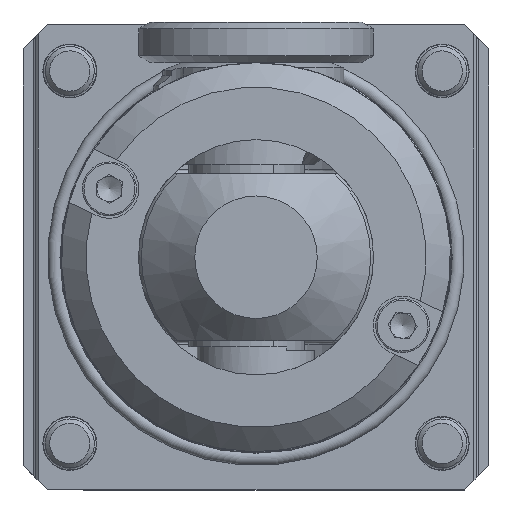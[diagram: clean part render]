
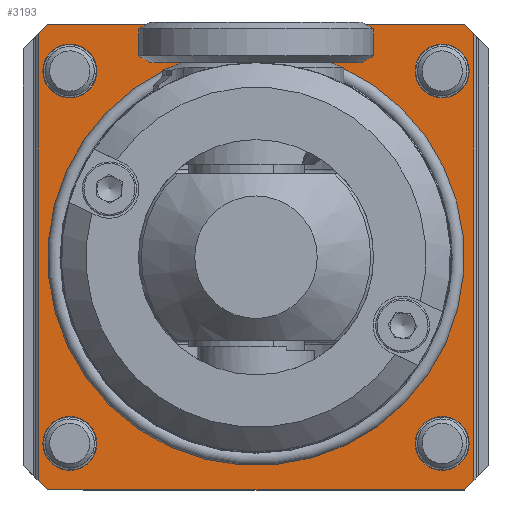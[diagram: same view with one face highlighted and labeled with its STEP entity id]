
A CAD part, left-side view. The second image highlights one B-rep face of the part: STEP entity #3193.
In plain terms, the highlighted planar face has unit normal (-1, 0, 0).
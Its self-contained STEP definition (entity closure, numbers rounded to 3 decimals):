
#97 = CARTESIAN_POINT ( 'NONE',  ( -6., -19., -21.75 ) ) ;
#709 = EDGE_CURVE ( 'NONE', #22382, #18365, #11049, .T. ) ;
#795 = CARTESIAN_POINT ( 'NONE',  ( -6., -19., -19. ) ) ;
#990 = CIRCLE ( 'NONE', #3769, 21.112 ) ;
#1004 = EDGE_CURVE ( 'NONE', #6623, #6623, #22802, .T. ) ;
#1065 = CIRCLE ( 'NONE', #22239, 2.75 ) ;
#1075 = DIRECTION ( 'NONE',  ( 0., 0., -1. ) ) ;
#1112 = CIRCLE ( 'NONE', #11457, 2.75 ) ;
#1862 = PLANE ( 'NONE',  #21963 ) ;
#2532 = DIRECTION ( 'NONE',  ( 0., -0.707, -0.707 ) ) ;
#2552 = DIRECTION ( 'NONE',  ( 0., 0., -1. ) ) ;
#2735 = CARTESIAN_POINT ( 'NONE',  ( -6., -21.25, 23.75 ) ) ;
#3193 = ADVANCED_FACE ( 'NONE', ( #6208, #20626, #11958, #15707, #11119, #6790 ), #1862, .F. ) ;
#3352 = EDGE_LOOP ( 'NONE', ( #18349 ) ) ;
#3566 = CARTESIAN_POINT ( 'NONE',  ( -6., 19., 19. ) ) ;
#3740 = EDGE_LOOP ( 'NONE', ( #16278 ) ) ;
#3769 = AXIS2_PLACEMENT_3D ( 'NONE', #20789, #9787, #4372 ) ;
#3959 = ORIENTED_EDGE ( 'NONE', *, *, #9737, .F. ) ;
#4102 = CARTESIAN_POINT ( 'NONE',  ( -6., 40., 0. ) ) ;
#4168 = LINE ( 'NONE', #13605, #12197 ) ;
#4372 = DIRECTION ( 'NONE',  ( 0., 0., 1. ) ) ;
#4404 = VECTOR ( 'NONE', #11789, 1000. ) ;
#4454 = CARTESIAN_POINT ( 'NONE',  ( -6., 21.25, -23.75 ) ) ;
#4466 = CARTESIAN_POINT ( 'NONE',  ( -6., 22.2, -23.75 ) ) ;
#4657 = ORIENTED_EDGE ( 'NONE', *, *, #1004, .T. ) ;
#5701 = ORIENTED_EDGE ( 'NONE', *, *, #9837, .T. ) ;
#5823 = VERTEX_POINT ( 'NONE', #2735 ) ;
#5856 = EDGE_CURVE ( 'NONE', #14370, #5823, #13858, .T. ) ;
#6052 = VERTEX_POINT ( 'NONE', #13033 ) ;
#6208 = FACE_BOUND ( 'NONE', #3352, .T. ) ;
#6537 = DIRECTION ( 'NONE',  ( 0., 0., -1. ) ) ;
#6538 = CARTESIAN_POINT ( 'NONE',  ( -6., -19., 19. ) ) ;
#6582 = EDGE_LOOP ( 'NONE', ( #11684 ) ) ;
#6623 = VERTEX_POINT ( 'NONE', #23764 ) ;
#6790 = FACE_OUTER_BOUND ( 'NONE', #19855, .T. ) ;
#6831 = DIRECTION ( 'NONE',  ( 0., 0., 1. ) ) ;
#6903 = VECTOR ( 'NONE', #2532, 1000. ) ;
#8603 = EDGE_CURVE ( 'NONE', #19544, #19544, #9162, .T. ) ;
#8744 = EDGE_CURVE ( 'NONE', #9443, #23292, #19781, .T. ) ;
#8962 = EDGE_CURVE ( 'NONE', #23016, #23016, #1065, .T. ) ;
#9109 = EDGE_LOOP ( 'NONE', ( #4657 ) ) ;
#9162 = CIRCLE ( 'NONE', #11600, 2.75 ) ;
#9349 = ORIENTED_EDGE ( 'NONE', *, *, #709, .T. ) ;
#9443 = VERTEX_POINT ( 'NONE', #12539 ) ;
#9514 = LINE ( 'NONE', #4466, #13786 ) ;
#9737 = EDGE_CURVE ( 'NONE', #6052, #15683, #9514, .T. ) ;
#9787 = DIRECTION ( 'NONE',  ( -1., 0., 0. ) ) ;
#9837 = EDGE_CURVE ( 'NONE', #13493, #13493, #1112, .T. ) ;
#10099 = DIRECTION ( 'NONE',  ( 1., 0., 0. ) ) ;
#10258 = CARTESIAN_POINT ( 'NONE',  ( -6., -22.2, 22.8 ) ) ;
#10540 = ORIENTED_EDGE ( 'NONE', *, *, #23139, .T. ) ;
#10791 = EDGE_LOOP ( 'NONE', ( #5701 ) ) ;
#11042 = CARTESIAN_POINT ( 'NONE',  ( -6., -19., 16.25 ) ) ;
#11049 = LINE ( 'NONE', #19189, #4404 ) ;
#11119 = FACE_BOUND ( 'NONE', #3740, .T. ) ;
#11241 = CARTESIAN_POINT ( 'NONE',  ( -6., 21.25, -23.75 ) ) ;
#11457 = AXIS2_PLACEMENT_3D ( 'NONE', #795, #10099, #2552 ) ;
#11600 = AXIS2_PLACEMENT_3D ( 'NONE', #6538, #21000, #1075 ) ;
#11668 = DIRECTION ( 'NONE',  ( 0., -1., 0. ) ) ;
#11684 = ORIENTED_EDGE ( 'NONE', *, *, #8962, .T. ) ;
#11719 = EDGE_CURVE ( 'NONE', #14370, #15683, #4168, .T. ) ;
#11756 = EDGE_CURVE ( 'NONE', #17530, #17530, #990, .T. ) ;
#11789 = DIRECTION ( 'NONE',  ( 0., 0., 1. ) ) ;
#11958 = FACE_BOUND ( 'NONE', #9109, .T. ) ;
#11989 = DIRECTION ( 'NONE',  ( 1., 0., 0. ) ) ;
#12197 = VECTOR ( 'NONE', #17165, 1000. ) ;
#12539 = CARTESIAN_POINT ( 'NONE',  ( -6., -21.25, -23.75 ) ) ;
#13033 = CARTESIAN_POINT ( 'NONE',  ( -6., 22.2, -22.8 ) ) ;
#13493 = VERTEX_POINT ( 'NONE', #97 ) ;
#13605 = CARTESIAN_POINT ( 'NONE',  ( -6., 23.75, 21.25 ) ) ;
#13786 = VECTOR ( 'NONE', #6831, 1000. ) ;
#13858 = LINE ( 'NONE', #19144, #18505 ) ;
#14108 = DIRECTION ( 'NONE',  ( 0., 1., 0. ) ) ;
#14370 = VERTEX_POINT ( 'NONE', #17349 ) ;
#14853 = AXIS2_PLACEMENT_3D ( 'NONE', #15542, #11989, #6537 ) ;
#14895 = VECTOR ( 'NONE', #14108, 1000. ) ;
#15542 = CARTESIAN_POINT ( 'NONE',  ( -6., 19., -19. ) ) ;
#15683 = VERTEX_POINT ( 'NONE', #22075 ) ;
#15707 = FACE_BOUND ( 'NONE', #6582, .T. ) ;
#15742 = ORIENTED_EDGE ( 'NONE', *, *, #16178, .T. ) ;
#15929 = CARTESIAN_POINT ( 'NONE',  ( -6., 40., -23.75 ) ) ;
#16178 = EDGE_CURVE ( 'NONE', #18365, #5823, #19738, .T. ) ;
#16278 = ORIENTED_EDGE ( 'NONE', *, *, #11756, .F. ) ;
#16298 = CARTESIAN_POINT ( 'NONE',  ( -6., -21.25, 23.75 ) ) ;
#16660 = CARTESIAN_POINT ( 'NONE',  ( -6., 0., 21.112 ) ) ;
#16868 = EDGE_CURVE ( 'NONE', #9443, #22382, #22007, .T. ) ;
#17038 = DIRECTION ( 'NONE',  ( 0., 0., -1. ) ) ;
#17060 = CARTESIAN_POINT ( 'NONE',  ( -6., -23.75, -21.25 ) ) ;
#17108 = VECTOR ( 'NONE', #22695, 1000. ) ;
#17165 = DIRECTION ( 'NONE',  ( 0., 0.707, -0.707 ) ) ;
#17235 = ORIENTED_EDGE ( 'NONE', *, *, #8744, .F. ) ;
#17243 = LINE ( 'NONE', #11241, #6903 ) ;
#17349 = CARTESIAN_POINT ( 'NONE',  ( -6., 21.25, 23.75 ) ) ;
#17530 = VERTEX_POINT ( 'NONE', #16660 ) ;
#18067 = ORIENTED_EDGE ( 'NONE', *, *, #16868, .T. ) ;
#18076 = DIRECTION ( 'NONE',  ( 0., 0.707, 0.707 ) ) ;
#18349 = ORIENTED_EDGE ( 'NONE', *, *, #8603, .T. ) ;
#18365 = VERTEX_POINT ( 'NONE', #10258 ) ;
#18505 = VECTOR ( 'NONE', #11668, 1000. ) ;
#18602 = VECTOR ( 'NONE', #18076, 1000. ) ;
#19068 = ORIENTED_EDGE ( 'NONE', *, *, #5856, .F. ) ;
#19144 = CARTESIAN_POINT ( 'NONE',  ( -6., 40., 23.75 ) ) ;
#19189 = CARTESIAN_POINT ( 'NONE',  ( -6., -22.2, -23.75 ) ) ;
#19544 = VERTEX_POINT ( 'NONE', #11042 ) ;
#19738 = LINE ( 'NONE', #16298, #18602 ) ;
#19781 = LINE ( 'NONE', #15929, #14895 ) ;
#19855 = EDGE_LOOP ( 'NONE', ( #22523, #3959, #10540, #17235, #18067, #9349, #15742, #19068 ) ) ;
#20207 = DIRECTION ( 'NONE',  ( 1., 0., 0. ) ) ;
#20351 = CARTESIAN_POINT ( 'NONE',  ( -6., 19., 16.25 ) ) ;
#20626 = FACE_BOUND ( 'NONE', #10791, .T. ) ;
#20789 = CARTESIAN_POINT ( 'NONE',  ( -6., 0., 0. ) ) ;
#21000 = DIRECTION ( 'NONE',  ( 1., 0., 0. ) ) ;
#21963 = AXIS2_PLACEMENT_3D ( 'NONE', #4102, #22520, #17038 ) ;
#22007 = LINE ( 'NONE', #17060, #17108 ) ;
#22075 = CARTESIAN_POINT ( 'NONE',  ( -6., 22.2, 22.8 ) ) ;
#22239 = AXIS2_PLACEMENT_3D ( 'NONE', #3566, #20207, #23687 ) ;
#22382 = VERTEX_POINT ( 'NONE', #23005 ) ;
#22520 = DIRECTION ( 'NONE',  ( 1., 0., 0. ) ) ;
#22523 = ORIENTED_EDGE ( 'NONE', *, *, #11719, .T. ) ;
#22695 = DIRECTION ( 'NONE',  ( 0., -0.707, 0.707 ) ) ;
#22802 = CIRCLE ( 'NONE', #14853, 2.75 ) ;
#23005 = CARTESIAN_POINT ( 'NONE',  ( -6., -22.2, -22.8 ) ) ;
#23016 = VERTEX_POINT ( 'NONE', #20351 ) ;
#23139 = EDGE_CURVE ( 'NONE', #6052, #23292, #17243, .T. ) ;
#23292 = VERTEX_POINT ( 'NONE', #4454 ) ;
#23687 = DIRECTION ( 'NONE',  ( 0., 0., -1. ) ) ;
#23764 = CARTESIAN_POINT ( 'NONE',  ( -6., 19., -21.75 ) ) ;
